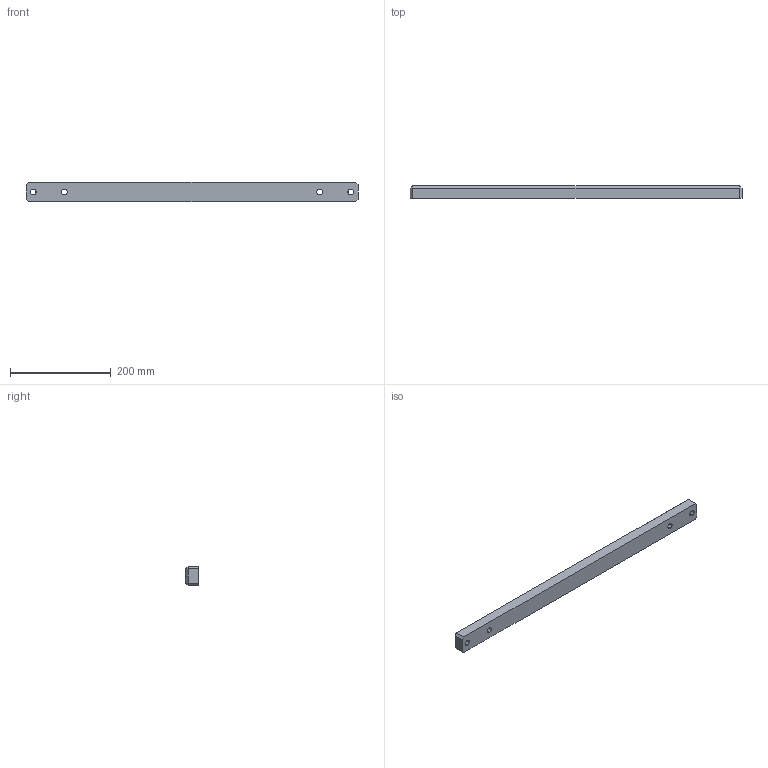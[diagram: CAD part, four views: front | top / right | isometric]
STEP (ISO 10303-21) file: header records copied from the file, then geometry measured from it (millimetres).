
FILE_DESCRIPTION (( 'STEP AP203' ), '1' );
FILE_NAME ('Barre anti raprochement ar.STEP', '2023-08-03T09:45:06', ( '' ), ( '' ), 'SwSTEP 2.0', 'SolidWorks 2020', '' );
FILE_SCHEMA (( 'CONFIG_CONTROL_DESIGN' ));
Length unit declared in the file: millimetre
Products named in the file (1): Barre anti raprochement ar
Bounding box: 660 x 25 x 38 mm (x, y, z)
Volume: 592092.6 mm3; surface area: 84197.8 mm2
Topology: 1 solids, 1 shells, 50 faces, 122 edges, 76 vertices
Faces by surface type: plane 30, cylinder 20
Entity records: 1551 total; most frequent: DIRECTION 264, CARTESIAN_POINT 249, ORIENTED_EDGE 244, EDGE_CURVE 122, AXIS2_PLACEMENT_3D 91, LINE 82, VECTOR 82, VERTEX_POINT 76
